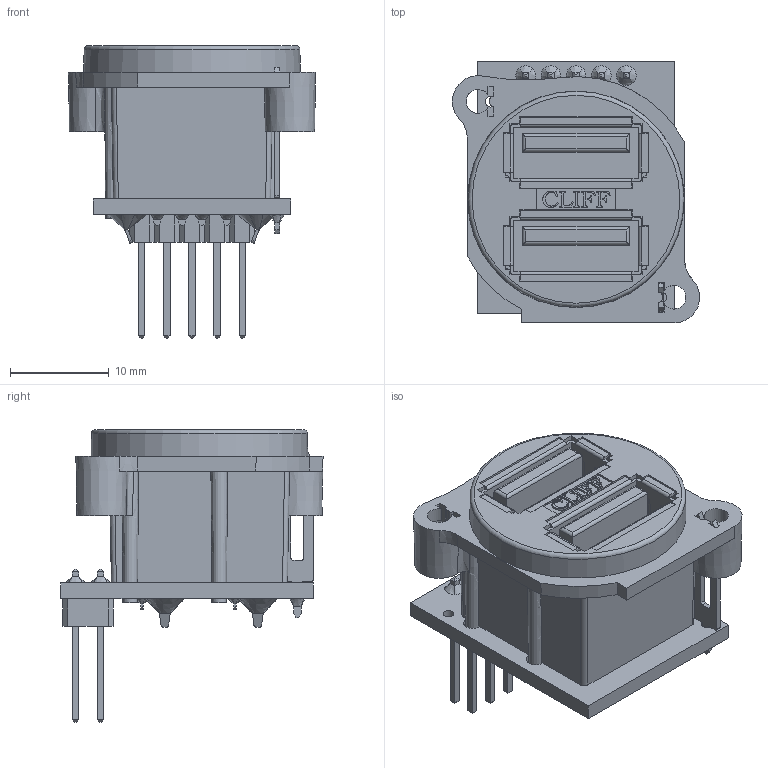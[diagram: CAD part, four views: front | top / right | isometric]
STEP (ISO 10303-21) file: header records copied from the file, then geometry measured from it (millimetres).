
FILE_DESCRIPTION(/* description */ (''),/* implementation_level */ '2;1');
FILE_NAME(/* name */ 'CP30092.stp',/* time_stamp */ '2016-09-22T12:34:46+01:00',/* author */ ('tottley'),/* organization */ (''),/* preprocessor_version */ 'ST-DEVELOPER v16.1',/* originating_system */ 'Autodesk Inventor 2016',/* authorisation */ '');
FILE_SCHEMA (('AUTOMOTIVE_DESIGN { 1 0 10303 214 3 1 1 }'));
Length unit declared in the file: millimetre
Products named in the file (1): Part1
Bounding box: 24.99 x 26.5 x 29.6 mm (x, y, z)
Volume: 4215.3 mm3; surface area: 8956.4 mm2
Topology: 1 solids, 12 shells, 1413 faces, 3734 edges, 2407 vertices
Faces by surface type: plane 998, bspline 300, cylinder 96, cone 18, torus 1
Full cylindrical faces by diameter (mm): 0.8 x8, 1 x10, 1.1 x2, 1.9 x4, 2.3 x4
Entity records: 47916 total; most frequent: CARTESIAN_POINT 13184, ORIENTED_EDGE 7376, DIRECTION 5781, EDGE_CURVE 3688, LINE 2881, VECTOR 2881, VERTEX_POINT 2395, EDGE_LOOP 1591
